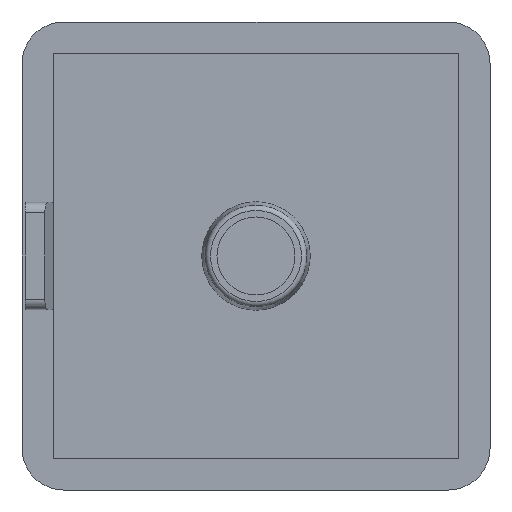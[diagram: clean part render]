
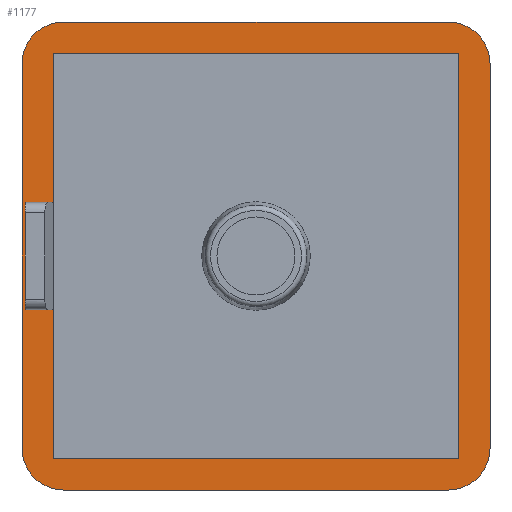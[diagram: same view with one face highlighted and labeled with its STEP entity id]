
A CAD part, front view. The second image highlights one B-rep face of the part: STEP entity #1177.
In plain terms, the highlighted planar face has unit normal (0, -1, 0).
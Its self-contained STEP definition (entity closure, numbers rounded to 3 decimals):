
#21=FACE_BOUND('',#184,.T.);
#26=CIRCLE('',#1273,4.);
#27=CIRCLE('',#1274,4.);
#28=CIRCLE('',#1275,4.);
#29=CIRCLE('',#1276,4.);
#115=FACE_OUTER_BOUND('',#183,.T.);
#183=EDGE_LOOP('',(#797,#798,#799,#800,#801,#802,#803,#804));
#184=EDGE_LOOP('',(#805,#806,#807,#808,#809,#810,#811,#812));
#248=LINE('',#1769,#362);
#250=LINE('',#1773,#364);
#256=LINE('',#1785,#370);
#263=LINE('',#1807,#377);
#266=LINE('',#1815,#380);
#267=LINE('',#1819,#381);
#268=LINE('',#1823,#382);
#269=LINE('',#1826,#383);
#270=LINE('',#1827,#384);
#271=LINE('',#1829,#385);
#272=LINE('',#1831,#386);
#273=LINE('',#1832,#387);
#362=VECTOR('',#1395,1000.);
#364=VECTOR('',#1397,1000.);
#370=VECTOR('',#1405,1000.);
#377=VECTOR('',#1428,1000.);
#380=VECTOR('',#1435,1000.);
#381=VECTOR('',#1438,1000.);
#382=VECTOR('',#1441,1000.);
#383=VECTOR('',#1444,1000.);
#384=VECTOR('',#1445,1000.);
#385=VECTOR('',#1446,1000.);
#386=VECTOR('',#1447,1000.);
#387=VECTOR('',#1448,1000.);
#476=VERTEX_POINT('',#1767);
#477=VERTEX_POINT('',#1768);
#478=VERTEX_POINT('',#1770);
#479=VERTEX_POINT('',#1772);
#484=VERTEX_POINT('',#1784);
#491=VERTEX_POINT('',#1806);
#492=VERTEX_POINT('',#1811);
#493=VERTEX_POINT('',#1812);
#494=VERTEX_POINT('',#1814);
#495=VERTEX_POINT('',#1816);
#496=VERTEX_POINT('',#1818);
#497=VERTEX_POINT('',#1820);
#498=VERTEX_POINT('',#1822);
#499=VERTEX_POINT('',#1824);
#500=VERTEX_POINT('',#1828);
#501=VERTEX_POINT('',#1830);
#592=EDGE_CURVE('',#476,#477,#248,.T.);
#594=EDGE_CURVE('',#479,#478,#250,.T.);
#600=EDGE_CURVE('',#484,#476,#256,.T.);
#611=EDGE_CURVE('',#491,#478,#263,.T.);
#614=EDGE_CURVE('',#492,#493,#26,.T.);
#615=EDGE_CURVE('',#494,#492,#266,.T.);
#616=EDGE_CURVE('',#495,#494,#27,.T.);
#617=EDGE_CURVE('',#496,#495,#267,.T.);
#618=EDGE_CURVE('',#497,#496,#28,.T.);
#619=EDGE_CURVE('',#498,#497,#268,.T.);
#620=EDGE_CURVE('',#499,#498,#29,.T.);
#621=EDGE_CURVE('',#493,#499,#269,.T.);
#622=EDGE_CURVE('',#491,#484,#270,.T.);
#623=EDGE_CURVE('',#477,#500,#271,.T.);
#624=EDGE_CURVE('',#500,#501,#272,.T.);
#625=EDGE_CURVE('',#501,#479,#273,.T.);
#797=ORIENTED_EDGE('',*,*,#614,.F.);
#798=ORIENTED_EDGE('',*,*,#615,.F.);
#799=ORIENTED_EDGE('',*,*,#616,.F.);
#800=ORIENTED_EDGE('',*,*,#617,.F.);
#801=ORIENTED_EDGE('',*,*,#618,.F.);
#802=ORIENTED_EDGE('',*,*,#619,.F.);
#803=ORIENTED_EDGE('',*,*,#620,.F.);
#804=ORIENTED_EDGE('',*,*,#621,.F.);
#805=ORIENTED_EDGE('',*,*,#611,.F.);
#806=ORIENTED_EDGE('',*,*,#622,.T.);
#807=ORIENTED_EDGE('',*,*,#600,.T.);
#808=ORIENTED_EDGE('',*,*,#592,.T.);
#809=ORIENTED_EDGE('',*,*,#623,.T.);
#810=ORIENTED_EDGE('',*,*,#624,.T.);
#811=ORIENTED_EDGE('',*,*,#625,.T.);
#812=ORIENTED_EDGE('',*,*,#594,.T.);
#1133=PLANE('',#1272);
#1177=ADVANCED_FACE('',(#115,#21),#1133,.F.);
#1272=AXIS2_PLACEMENT_3D('',#1810,#1431,#1432);
#1273=AXIS2_PLACEMENT_3D('',#1813,#1433,#1434);
#1274=AXIS2_PLACEMENT_3D('',#1817,#1436,#1437);
#1275=AXIS2_PLACEMENT_3D('',#1821,#1439,#1440);
#1276=AXIS2_PLACEMENT_3D('',#1825,#1442,#1443);
#1395=DIRECTION('',(0.,0.,1.));
#1397=DIRECTION('',(0.,0.,1.));
#1405=DIRECTION('',(1.,0.,0.));
#1428=DIRECTION('',(1.,0.,0.));
#1431=DIRECTION('center_axis',(0.,1.,0.));
#1432=DIRECTION('ref_axis',(0.,0.,1.));
#1433=DIRECTION('center_axis',(0.,1.,0.));
#1434=DIRECTION('ref_axis',(1.,0.,0.));
#1435=DIRECTION('',(-1.,0.,0.));
#1436=DIRECTION('center_axis',(0.,1.,0.));
#1437=DIRECTION('ref_axis',(1.,0.,0.));
#1438=DIRECTION('',(0.,0.,-1.));
#1439=DIRECTION('center_axis',(0.,1.,0.));
#1440=DIRECTION('ref_axis',(1.,0.,0.));
#1441=DIRECTION('',(1.,0.,0.));
#1442=DIRECTION('center_axis',(0.,1.,0.));
#1443=DIRECTION('ref_axis',(1.,0.,0.));
#1444=DIRECTION('',(0.,0.,1.));
#1445=DIRECTION('',(0.,0.,1.));
#1446=DIRECTION('',(1.,0.,0.));
#1447=DIRECTION('',(0.,0.,-1.));
#1448=DIRECTION('',(-1.,0.,0.));
#1767=CARTESIAN_POINT('',(-19.5,-4.,5.15));
#1768=CARTESIAN_POINT('',(-19.5,-4.,19.5));
#1769=CARTESIAN_POINT('',(-19.5,-4.,-19.5));
#1770=CARTESIAN_POINT('',(-19.5,-4.,-5.15));
#1772=CARTESIAN_POINT('',(-19.5,-4.,-19.5));
#1773=CARTESIAN_POINT('',(-19.5,-4.,-19.5));
#1784=CARTESIAN_POINT('',(-22.2,-4.,5.15));
#1785=CARTESIAN_POINT('',(-22.2,-4.,5.15));
#1806=CARTESIAN_POINT('',(-22.2,-4.,-5.15));
#1807=CARTESIAN_POINT('',(-22.2,-4.,-5.15));
#1810=CARTESIAN_POINT('Origin',(-18.5,-4.,-18.5));
#1811=CARTESIAN_POINT('',(-18.5,-4.,-22.5));
#1812=CARTESIAN_POINT('',(-22.5,-4.,-18.5));
#1813=CARTESIAN_POINT('Origin',(-18.5,-4.,-18.5));
#1814=CARTESIAN_POINT('',(18.5,-4.,-22.5));
#1815=CARTESIAN_POINT('',(18.5,-4.,-22.5));
#1816=CARTESIAN_POINT('',(22.5,-4.,-18.5));
#1817=CARTESIAN_POINT('Origin',(18.5,-4.,-18.5));
#1818=CARTESIAN_POINT('',(22.5,-4.,18.5));
#1819=CARTESIAN_POINT('',(22.5,-4.,18.5));
#1820=CARTESIAN_POINT('',(18.5,-4.,22.5));
#1821=CARTESIAN_POINT('Origin',(18.5,-4.,18.5));
#1822=CARTESIAN_POINT('',(-18.5,-4.,22.5));
#1823=CARTESIAN_POINT('',(-18.5,-4.,22.5));
#1824=CARTESIAN_POINT('',(-22.5,-4.,18.5));
#1825=CARTESIAN_POINT('Origin',(-18.5,-4.,18.5));
#1826=CARTESIAN_POINT('',(-22.5,-4.,-18.5));
#1827=CARTESIAN_POINT('',(-22.2,-4.,-5.15));
#1828=CARTESIAN_POINT('',(19.5,-4.,19.5));
#1829=CARTESIAN_POINT('',(-19.5,-4.,19.5));
#1830=CARTESIAN_POINT('',(19.5,-4.,-19.5));
#1831=CARTESIAN_POINT('',(19.5,-4.,19.5));
#1832=CARTESIAN_POINT('',(19.5,-4.,-19.5));
